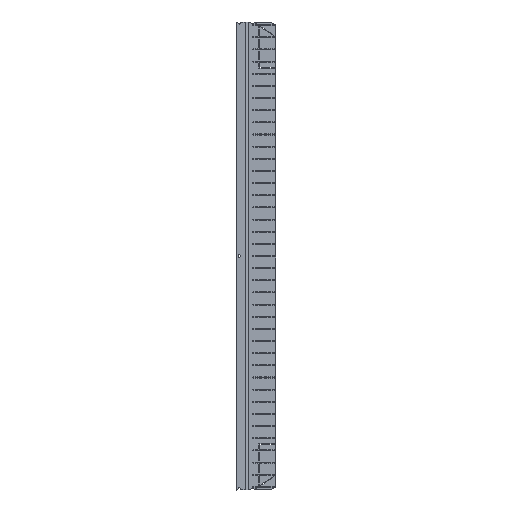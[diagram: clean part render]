
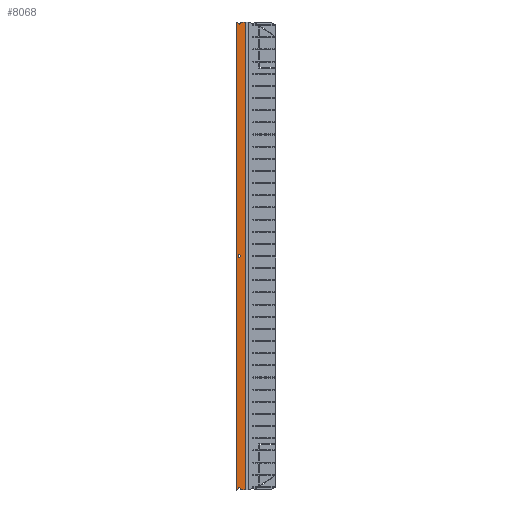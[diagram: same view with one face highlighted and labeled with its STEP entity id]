
A CAD part, top view. The second image highlights one B-rep face of the part: STEP entity #8068.
In plain terms, the highlighted planar face has unit normal (0, 0, 1).
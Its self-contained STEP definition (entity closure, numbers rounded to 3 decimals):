
#327 = ORIENTED_EDGE ( 'NONE', *, *, #26923, .T. ) ;
#447 = EDGE_CURVE ( 'NONE', #4284, #15714, #31771, .T. ) ;
#536 = FACE_OUTER_BOUND ( 'NONE', #7189, .T. ) ;
#993 = EDGE_CURVE ( 'NONE', #17632, #34572, #31142, .T. ) ;
#1034 = VECTOR ( 'NONE', #37947, 1000. ) ;
#2437 = CARTESIAN_POINT ( 'NONE',  ( 1.5, 1772., 25. ) ) ;
#2623 = DIRECTION ( 'NONE',  ( 0., 0., -1. ) ) ;
#3364 = VECTOR ( 'NONE', #8473, 1000. ) ;
#3411 = VECTOR ( 'NONE', #4056, 1000. ) ;
#3697 = VECTOR ( 'NONE', #19188, 1000. ) ;
#3870 = CARTESIAN_POINT ( 'NONE',  ( 1.5, 1772., 25. ) ) ;
#4056 = DIRECTION ( 'NONE',  ( 1., 0., 0. ) ) ;
#4255 = LINE ( 'NONE', #3870, #3697 ) ;
#4284 = VERTEX_POINT ( 'NONE', #4779 ) ;
#4489 = DIRECTION ( 'NONE',  ( -1., 0., 0. ) ) ;
#4779 = CARTESIAN_POINT ( 'NONE',  ( 33.488, 1772., 25. ) ) ;
#5081 = EDGE_CURVE ( 'NONE', #34572, #35844, #26162, .T. ) ;
#5129 = CARTESIAN_POINT ( 'NONE',  ( 1.5, 0., 25. ) ) ;
#5214 = DIRECTION ( 'NONE',  ( 0., -1., 0. ) ) ;
#5412 = ORIENTED_EDGE ( 'NONE', *, *, #993, .T. ) ;
#5944 = VERTEX_POINT ( 'NONE', #5129 ) ;
#6475 = VECTOR ( 'NONE', #25138, 1000. ) ;
#6641 = AXIS2_PLACEMENT_3D ( 'NONE', #29198, #2623, #14473 ) ;
#7189 = EDGE_LOOP ( 'NONE', ( #5412, #23307, #327, #23670, #35853, #16575, #22089, #11109, #8543, #11390, #13076, #32762 ) ) ;
#7294 = CIRCLE ( 'NONE', #6641, 5. ) ;
#7341 = VERTEX_POINT ( 'NONE', #21786 ) ;
#7480 = CARTESIAN_POINT ( 'NONE',  ( 12., 3., 25. ) ) ;
#7522 = VERTEX_POINT ( 'NONE', #17296 ) ;
#8068 = ADVANCED_FACE ( 'NONE', ( #12207, #536 ), #32910, .F. ) ;
#8473 = DIRECTION ( 'NONE',  ( 1., 0., 0. ) ) ;
#8543 = ORIENTED_EDGE ( 'NONE', *, *, #15552, .F. ) ;
#8618 = VERTEX_POINT ( 'NONE', #22533 ) ;
#10225 = LINE ( 'NONE', #19140, #6475 ) ;
#11066 = ORIENTED_EDGE ( 'NONE', *, *, #14456, .T. ) ;
#11109 = ORIENTED_EDGE ( 'NONE', *, *, #25124, .T. ) ;
#11236 = VECTOR ( 'NONE', #33976, 1000. ) ;
#11390 = ORIENTED_EDGE ( 'NONE', *, *, #17777, .T. ) ;
#11458 = CARTESIAN_POINT ( 'NONE',  ( 1.5, 1772., 25. ) ) ;
#11984 = VECTOR ( 'NONE', #22881, 1000. ) ;
#12207 = FACE_BOUND ( 'NONE', #29028, .T. ) ;
#12709 = AXIS2_PLACEMENT_3D ( 'NONE', #31056, #21573, #4489 ) ;
#13076 = ORIENTED_EDGE ( 'NONE', *, *, #28704, .T. ) ;
#13448 = CARTESIAN_POINT ( 'NONE',  ( 16.859, 1767.814, 25. ) ) ;
#13502 = VECTOR ( 'NONE', #5214, 1000. ) ;
#14240 = CARTESIAN_POINT ( 'NONE',  ( 455.206, 1648.357, 25. ) ) ;
#14456 = EDGE_CURVE ( 'NONE', #26497, #29459, #27553, .T. ) ;
#14473 = DIRECTION ( 'NONE',  ( -1., 0., 0. ) ) ;
#14734 = CARTESIAN_POINT ( 'NONE',  ( 1.5, 1772., 25. ) ) ;
#15100 = DIRECTION ( 'NONE',  ( -1., 0., 0. ) ) ;
#15552 = EDGE_CURVE ( 'NONE', #7522, #8618, #29017, .T. ) ;
#15714 = VERTEX_POINT ( 'NONE', #33621 ) ;
#16491 = LINE ( 'NONE', #11458, #11984 ) ;
#16575 = ORIENTED_EDGE ( 'NONE', *, *, #22353, .T. ) ;
#16790 = LINE ( 'NONE', #36801, #3411 ) ;
#17245 = CARTESIAN_POINT ( 'NONE',  ( 33.488, 1772., 25. ) ) ;
#17296 = CARTESIAN_POINT ( 'NONE',  ( 1.5, 1772., 25. ) ) ;
#17409 = CARTESIAN_POINT ( 'NONE',  ( 16.824, 1767.685, 25. ) ) ;
#17632 = VERTEX_POINT ( 'NONE', #19447 ) ;
#17777 = EDGE_CURVE ( 'NONE', #7522, #5944, #4255, .T. ) ;
#18646 = AXIS2_PLACEMENT_3D ( 'NONE', #19456, #21799, #31083 ) ;
#19140 = CARTESIAN_POINT ( 'NONE',  ( 5.689, 1773.142, 25. ) ) ;
#19149 = CARTESIAN_POINT ( 'NONE',  ( 1.5, 0., 25. ) ) ;
#19188 = DIRECTION ( 'NONE',  ( 0., -1., 0. ) ) ;
#19319 = AXIS2_PLACEMENT_3D ( 'NONE', #14734, #35446, #15100 ) ;
#19447 = CARTESIAN_POINT ( 'NONE',  ( 7.176, 4.315, 25. ) ) ;
#19456 = CARTESIAN_POINT ( 'NONE',  ( 12., 886., 25. ) ) ;
#19474 = LINE ( 'NONE', #14240, #30914 ) ;
#19492 = DIRECTION ( 'NONE',  ( 0., 0., -1. ) ) ;
#20551 = CARTESIAN_POINT ( 'NONE',  ( -432.657, 1653.685, 25. ) ) ;
#21052 = ORIENTED_EDGE ( 'NONE', *, *, #22322, .T. ) ;
#21573 = DIRECTION ( 'NONE',  ( 0., 0., -1. ) ) ;
#21578 = CARTESIAN_POINT ( 'NONE',  ( 6., 0., 25. ) ) ;
#21583 = EDGE_CURVE ( 'NONE', #30933, #4284, #16491, .T. ) ;
#21786 = CARTESIAN_POINT ( 'NONE',  ( 7.176, 1767.685, 25. ) ) ;
#21799 = DIRECTION ( 'NONE',  ( 0., 0., -1. ) ) ;
#21836 = DIRECTION ( 'NONE',  ( -1., 0., 0. ) ) ;
#21865 = LINE ( 'NONE', #19149, #36979 ) ;
#22089 = ORIENTED_EDGE ( 'NONE', *, *, #33655, .T. ) ;
#22322 = EDGE_CURVE ( 'NONE', #29459, #26497, #35322, .T. ) ;
#22353 = EDGE_CURVE ( 'NONE', #30933, #23458, #25457, .T. ) ;
#22533 = CARTESIAN_POINT ( 'NONE',  ( 6., 1772., 25. ) ) ;
#22881 = DIRECTION ( 'NONE',  ( 1., 0., 0. ) ) ;
#23307 = ORIENTED_EDGE ( 'NONE', *, *, #5081, .T. ) ;
#23458 = VERTEX_POINT ( 'NONE', #17409 ) ;
#23670 = ORIENTED_EDGE ( 'NONE', *, *, #447, .F. ) ;
#24366 = CARTESIAN_POINT ( 'NONE',  ( 16.5, 886., 25. ) ) ;
#25124 = EDGE_CURVE ( 'NONE', #7341, #8618, #10225, .T. ) ;
#25138 = DIRECTION ( 'NONE',  ( -0.263, 0.965, 0. ) ) ;
#25457 = LINE ( 'NONE', #13448, #11236 ) ;
#26162 = LINE ( 'NONE', #20551, #1034 ) ;
#26497 = VERTEX_POINT ( 'NONE', #24366 ) ;
#26923 = EDGE_CURVE ( 'NONE', #35844, #15714, #16790, .T. ) ;
#27553 = CIRCLE ( 'NONE', #12709, 4.5 ) ;
#27629 = CARTESIAN_POINT ( 'NONE',  ( 7.5, 886., 25. ) ) ;
#28704 = EDGE_CURVE ( 'NONE', #5944, #29003, #21865, .T. ) ;
#29003 = VERTEX_POINT ( 'NONE', #21578 ) ;
#29017 = LINE ( 'NONE', #2437, #3364 ) ;
#29028 = EDGE_LOOP ( 'NONE', ( #21052, #11066 ) ) ;
#29198 = CARTESIAN_POINT ( 'NONE',  ( 12., 1769., 25. ) ) ;
#29459 = VERTEX_POINT ( 'NONE', #27629 ) ;
#30382 = CARTESIAN_POINT ( 'NONE',  ( 16.824, 4.315, 25. ) ) ;
#30914 = VECTOR ( 'NONE', #37652, 1000. ) ;
#30933 = VERTEX_POINT ( 'NONE', #34575 ) ;
#31056 = CARTESIAN_POINT ( 'NONE',  ( 12., 886., 25. ) ) ;
#31083 = DIRECTION ( 'NONE',  ( -1., 0., 0. ) ) ;
#31142 = CIRCLE ( 'NONE', #36084, 5. ) ;
#31771 = LINE ( 'NONE', #17245, #13502 ) ;
#32762 = ORIENTED_EDGE ( 'NONE', *, *, #35174, .T. ) ;
#32910 = PLANE ( 'NONE',  #19319 ) ;
#33621 = CARTESIAN_POINT ( 'NONE',  ( 33.488, 0., 25. ) ) ;
#33655 = EDGE_CURVE ( 'NONE', #23458, #7341, #7294, .T. ) ;
#33855 = DIRECTION ( 'NONE',  ( 1., 0., 0. ) ) ;
#33976 = DIRECTION ( 'NONE',  ( -0.263, -0.965, 0. ) ) ;
#34572 = VERTEX_POINT ( 'NONE', #30382 ) ;
#34575 = CARTESIAN_POINT ( 'NONE',  ( 18., 1772., 25. ) ) ;
#35174 = EDGE_CURVE ( 'NONE', #29003, #17632, #19474, .T. ) ;
#35322 = CIRCLE ( 'NONE', #18646, 4.5 ) ;
#35446 = DIRECTION ( 'NONE',  ( 0., 0., -1. ) ) ;
#35844 = VERTEX_POINT ( 'NONE', #36239 ) ;
#35853 = ORIENTED_EDGE ( 'NONE', *, *, #21583, .F. ) ;
#36084 = AXIS2_PLACEMENT_3D ( 'NONE', #7480, #19492, #21836 ) ;
#36239 = CARTESIAN_POINT ( 'NONE',  ( 18., 0., 25. ) ) ;
#36801 = CARTESIAN_POINT ( 'NONE',  ( 1.5, 0., 25. ) ) ;
#36979 = VECTOR ( 'NONE', #33855, 1000. ) ;
#37652 = DIRECTION ( 'NONE',  ( 0.263, 0.965, 0. ) ) ;
#37947 = DIRECTION ( 'NONE',  ( 0.263, -0.965, 0. ) ) ;
